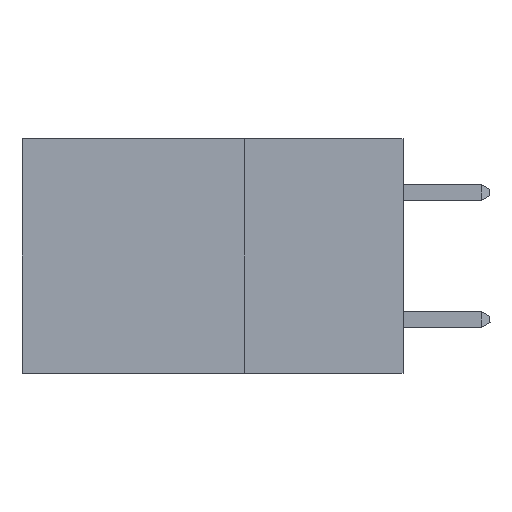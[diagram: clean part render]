
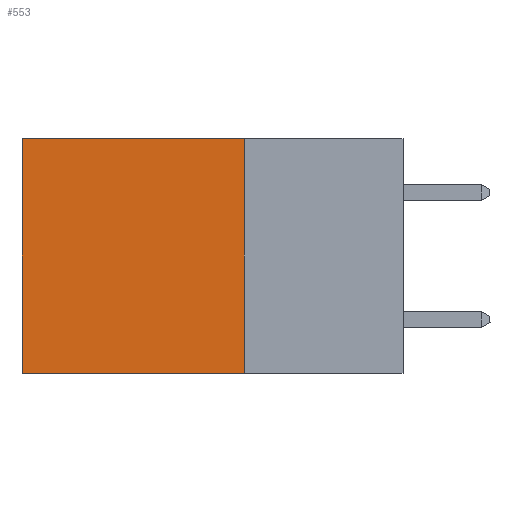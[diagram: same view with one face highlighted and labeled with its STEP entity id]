
A CAD part, left-side view. The second image highlights one B-rep face of the part: STEP entity #553.
In plain terms, the highlighted planar face has unit normal (-1, 0, 0).
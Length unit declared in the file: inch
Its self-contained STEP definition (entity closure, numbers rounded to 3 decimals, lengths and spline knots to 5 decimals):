
#129 = EDGE_CURVE ( 'NONE', #7808, #9923, #6690, .T. ) ;
#553 = ADVANCED_FACE ( 'NONE', ( #7297 ), #10230, .F. ) ;
#595 = CARTESIAN_POINT ( 'NONE',  ( 0.2875, 0.6, -0.37 ) ) ;
#879 = DIRECTION ( 'NONE',  ( 0., 0., -1. ) ) ;
#1035 = EDGE_CURVE ( 'NONE', #5997, #3772, #4863, .T. ) ;
#1208 = CARTESIAN_POINT ( 'NONE',  ( 0.2875, 0.25, 0. ) ) ;
#1439 = LINE ( 'NONE', #4775, #2292 ) ;
#2239 = ORIENTED_EDGE ( 'NONE', *, *, #129, .T. ) ;
#2292 = VECTOR ( 'NONE', #6370, 39.37008 ) ;
#2787 = ORIENTED_EDGE ( 'NONE', *, *, #9247, .T. ) ;
#3772 = VERTEX_POINT ( 'NONE', #595 ) ;
#4495 = VECTOR ( 'NONE', #879, 39.37008 ) ;
#4544 = ORIENTED_EDGE ( 'NONE', *, *, #9967, .F. ) ;
#4628 = VECTOR ( 'NONE', #7727, 39.37008 ) ;
#4775 = CARTESIAN_POINT ( 'NONE',  ( 0.2875, 0.6, 0. ) ) ;
#4863 = LINE ( 'NONE', #7184, #8382 ) ;
#4870 = DIRECTION ( 'NONE',  ( 1., 0., 0. ) ) ;
#5498 = DIRECTION ( 'NONE',  ( 0., 1., 0. ) ) ;
#5719 = ORIENTED_EDGE ( 'NONE', *, *, #1035, .F. ) ;
#5997 = VERTEX_POINT ( 'NONE', #8558 ) ;
#6370 = DIRECTION ( 'NONE',  ( 0., 0., -1. ) ) ;
#6408 = CARTESIAN_POINT ( 'NONE',  ( 0.2875, 0.25, 0. ) ) ;
#6428 = DIRECTION ( 'NONE',  ( 0., 0., -1. ) ) ;
#6690 = LINE ( 'NONE', #1208, #4628 ) ;
#6937 = AXIS2_PLACEMENT_3D ( 'NONE', #8548, #4870, #6428 ) ;
#6983 = CARTESIAN_POINT ( 'NONE',  ( 0.2875, 0.6, 0. ) ) ;
#7184 = CARTESIAN_POINT ( 'NONE',  ( 0.2875, 0.25, -0.37 ) ) ;
#7297 = FACE_OUTER_BOUND ( 'NONE', #8965, .T. ) ;
#7727 = DIRECTION ( 'NONE',  ( 0., 1., 0. ) ) ;
#7808 = VERTEX_POINT ( 'NONE', #8545 ) ;
#8382 = VECTOR ( 'NONE', #5498, 39.37008 ) ;
#8545 = CARTESIAN_POINT ( 'NONE',  ( 0.2875, 0.25, 0. ) ) ;
#8548 = CARTESIAN_POINT ( 'NONE',  ( 0.2875, 0.25, 0. ) ) ;
#8558 = CARTESIAN_POINT ( 'NONE',  ( 0.2875, 0.25, -0.37 ) ) ;
#8908 = LINE ( 'NONE', #6408, #4495 ) ;
#8965 = EDGE_LOOP ( 'NONE', ( #2787, #5719, #4544, #2239 ) ) ;
#9247 = EDGE_CURVE ( 'NONE', #9923, #3772, #1439, .T. ) ;
#9923 = VERTEX_POINT ( 'NONE', #6983 ) ;
#9967 = EDGE_CURVE ( 'NONE', #7808, #5997, #8908, .T. ) ;
#10230 = PLANE ( 'NONE',  #6937 ) ;
